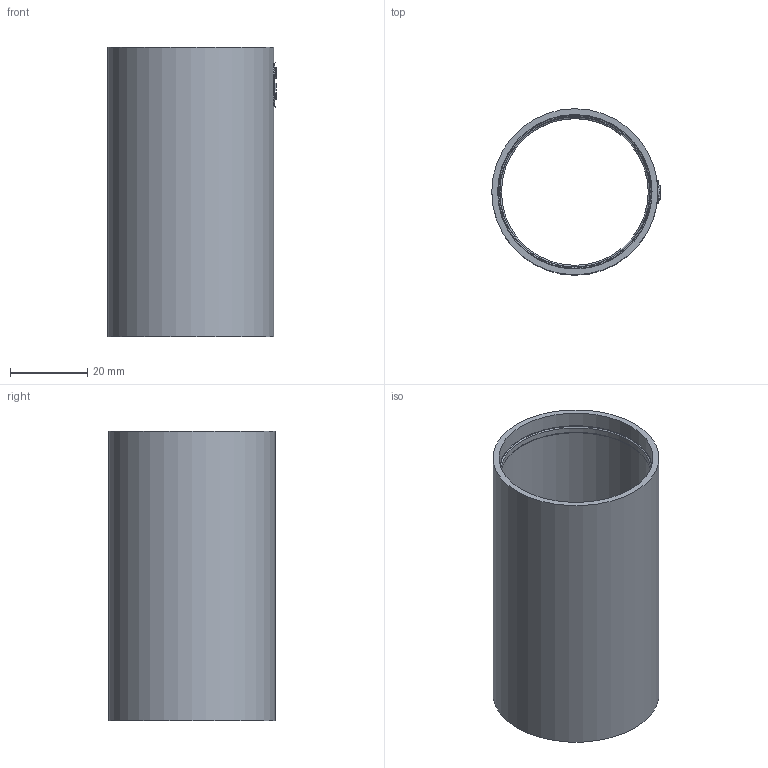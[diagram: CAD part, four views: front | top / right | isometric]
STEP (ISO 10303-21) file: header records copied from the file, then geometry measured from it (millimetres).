
FILE_DESCRIPTION (( 'STEP AP203' ), '1' );
FILE_NAME ('CTA10D-GFLEX40-K08-020 Ìóôòà äëÿ ãîôðèðîâàííûõ òðóá, ïðîçðà÷íàÿ GFLEX40 ÈÝÊ.STEP', '2016-06-09T11:27:34', ( '' ), ( '' ), 'SwSTEP 2.0', 'SolidWorks 2014', '' );
FILE_SCHEMA (( 'CONFIG_CONTROL_DESIGN' ));
Length unit declared in the file: millimetre
Products named in the file (1): CTA10D-GFLEX40-K08-020 Ìóôòà äëÿ ãîôðèðîâàííûõ òðóá, ïðîçðà÷íàÿ GFLEX40 ÈÝÊ
Bounding box: 43.6 x 43 x 75 mm (x, y, z)
Volume: 15167.3 mm3; surface area: 20496.9 mm2
Topology: 5 solids, 5 shells, 84 faces, 206 edges, 135 vertices
Faces by surface type: plane 38, bspline 21, cylinder 19, torus 6
Full cylindrical faces by diameter (mm): 38 x1, 39 x2, 40 x4, 43 x1
Entity records: 3583 total; most frequent: CARTESIAN_POINT 1779, ORIENTED_EDGE 384, DIRECTION 267, EDGE_CURVE 192, VERTEX_POINT 135, EDGE_LOOP 111, FACE_OUTER_BOUND 98, AXIS2_PLACEMENT_3D 92
